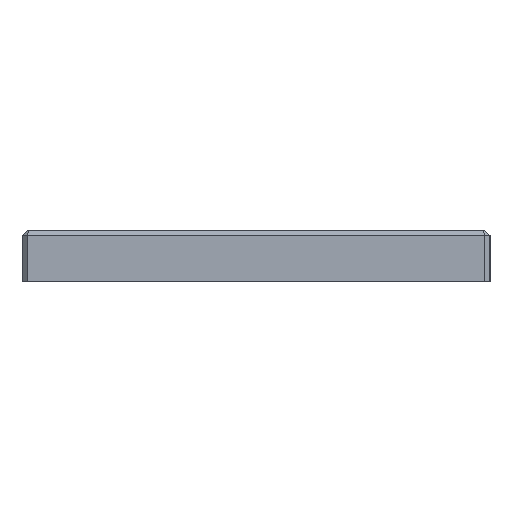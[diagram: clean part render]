
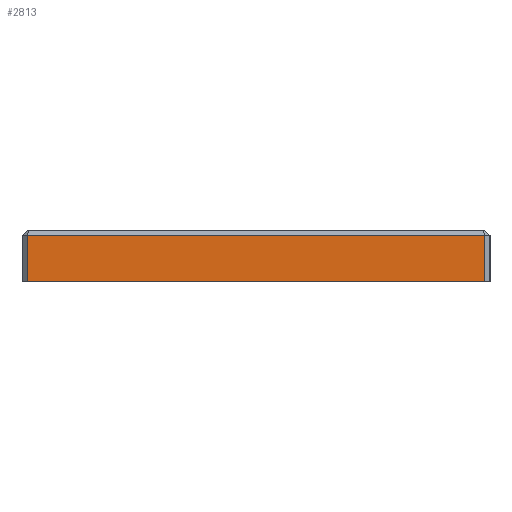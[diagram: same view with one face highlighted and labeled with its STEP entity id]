
A CAD part, left-side view. The second image highlights one B-rep face of the part: STEP entity #2813.
In plain terms, the highlighted planar face has unit normal (-1, 0, 0).
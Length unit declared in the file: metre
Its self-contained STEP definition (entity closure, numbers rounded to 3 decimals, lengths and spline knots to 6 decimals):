
#256=ORIENTED_EDGE('',*,*,#1017,.T.);
#257=ORIENTED_EDGE('',*,*,#1018,.T.);
#258=ORIENTED_EDGE('',*,*,#1019,.T.);
#259=ORIENTED_EDGE('',*,*,#892,.T.);
#892=EDGE_CURVE('',#1287,#1286,#1532,.T.);
#1017=EDGE_CURVE('',#1286,#1388,#1645,.T.);
#1018=EDGE_CURVE('',#1388,#1389,#1646,.T.);
#1019=EDGE_CURVE('',#1389,#1287,#1647,.T.);
#1286=VERTEX_POINT('',#3989);
#1287=VERTEX_POINT('',#3991);
#1388=VERTEX_POINT('',#4236);
#1389=VERTEX_POINT('',#4238);
#1532=LINE('',#3990,#1892);
#1645=LINE('',#4235,#2005);
#1646=LINE('',#4237,#2006);
#1647=LINE('',#4239,#2007);
#1892=VECTOR('',#3219,1.);
#2005=VECTOR('',#3394,1.);
#2006=VECTOR('',#3395,1.);
#2007=VECTOR('',#3396,1.);
#2274=EDGE_LOOP('',(#256,#257,#258,#259));
#2482=FACE_BOUND('',#2274,.T.);
#2663=PLANE('',#3008);
#2813=ADVANCED_FACE('',(#2482),#2663,.F.);
#3008=AXIS2_PLACEMENT_3D('',#4234,#3392,#3393);
#3219=DIRECTION('',(0.,-1.,0.));
#3392=DIRECTION('',(1.,0.,0.));
#3393=DIRECTION('',(0.,0.,-1.));
#3394=DIRECTION('',(0.,0.,1.));
#3395=DIRECTION('',(0.,1.,0.));
#3396=DIRECTION('',(0.,0.,-1.));
#3989=CARTESIAN_POINT('',(-0.05334,-0.035528,0.00635));
#3990=CARTESIAN_POINT('',(-0.05334,0.,0.00635));
#3991=CARTESIAN_POINT('',(-0.05334,0.035528,0.00635));
#4234=CARTESIAN_POINT('',(-0.05334,0.,0.0127));
#4235=CARTESIAN_POINT('',(-0.05334,-0.035528,0.0127));
#4236=CARTESIAN_POINT('',(-0.05334,-0.035528,0.013494));
#4237=CARTESIAN_POINT('',(-0.05334,0.035528,0.013494));
#4238=CARTESIAN_POINT('',(-0.05334,0.035528,0.013494));
#4239=CARTESIAN_POINT('',(-0.05334,0.035528,0.00635));
